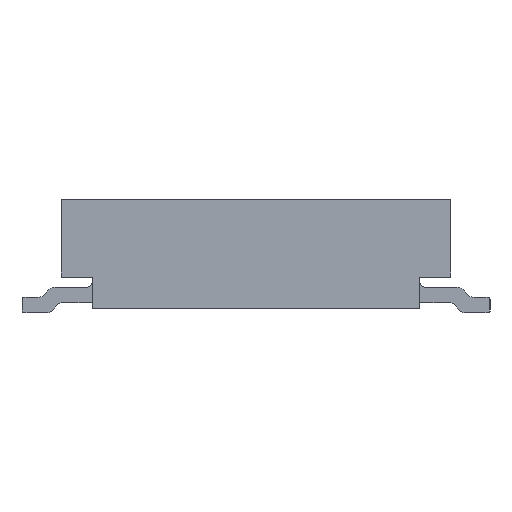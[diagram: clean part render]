
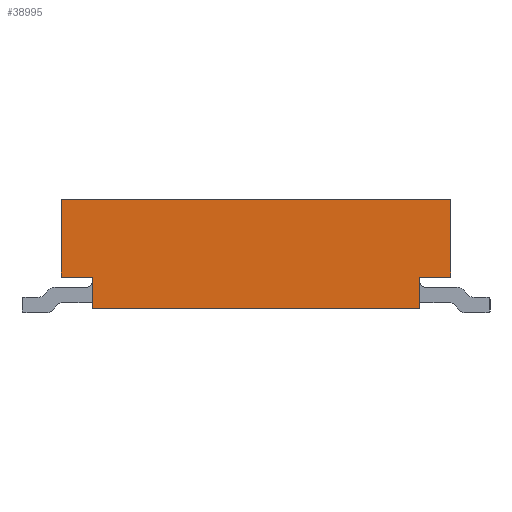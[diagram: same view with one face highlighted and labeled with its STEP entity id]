
A CAD part, left-side view. The second image highlights one B-rep face of the part: STEP entity #38995.
In plain terms, the highlighted planar face has unit normal (-1, 0, 0).
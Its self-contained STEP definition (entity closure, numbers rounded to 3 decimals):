
#2877=ORIENTED_EDGE('',*,*,#13780,.F.);
#2878=ORIENTED_EDGE('',*,*,#12463,.F.);
#2879=ORIENTED_EDGE('',*,*,#13763,.T.);
#2880=ORIENTED_EDGE('',*,*,#12589,.T.);
#2881=ORIENTED_EDGE('',*,*,#14208,.F.);
#2882=ORIENTED_EDGE('',*,*,#14209,.F.);
#2883=ORIENTED_EDGE('',*,*,#14194,.F.);
#2884=ORIENTED_EDGE('',*,*,#12808,.F.);
#12463=EDGE_CURVE('',#18344,#18345,#22189,.T.);
#12589=EDGE_CURVE('',#18466,#18465,#22315,.T.);
#12808=EDGE_CURVE('',#18682,#18683,#22534,.T.);
#13763=EDGE_CURVE('',#18344,#18466,#23489,.T.);
#13780=EDGE_CURVE('',#18345,#18682,#23506,.T.);
#14194=EDGE_CURVE('',#18683,#19693,#23920,.T.);
#14208=EDGE_CURVE('',#19700,#18465,#23934,.T.);
#14209=EDGE_CURVE('',#19693,#19700,#23935,.T.);
#18344=VERTEX_POINT('',#52445);
#18345=VERTEX_POINT('',#52447);
#18465=VERTEX_POINT('',#52697);
#18466=VERTEX_POINT('',#52699);
#18682=VERTEX_POINT('',#53140);
#18683=VERTEX_POINT('',#53142);
#19693=VERTEX_POINT('',#55833);
#19700=VERTEX_POINT('',#55860);
#22189=LINE('',#52446,#27837);
#22315=LINE('',#52698,#27963);
#22534=LINE('',#53141,#28182);
#23489=LINE('',#55119,#29137);
#23506=LINE('',#55154,#29154);
#23920=LINE('',#55832,#29568);
#23934=LINE('',#55859,#29582);
#23935=LINE('',#55861,#29583);
#27837=VECTOR('',#42622,1000.);
#27963=VECTOR('',#42758,1000.);
#28182=VECTOR('',#42991,1000.);
#29137=VECTOR('',#44466,1000.);
#29154=VECTOR('',#44493,1000.);
#29568=VECTOR('',#44967,1000.);
#29582=VECTOR('',#44993,1000.);
#29583=VECTOR('',#44994,1000.);
#33730=EDGE_LOOP('',(#2877,#2878,#2879,#2880,#2881,#2882,#2883,#2884));
#35574=FACE_BOUND('',#33730,.T.);
#37368=PLANE('',#40776);
#38995=ADVANCED_FACE('',(#35574),#37368,.F.);
#40776=AXIS2_PLACEMENT_3D('',#55858,#44991,#44992);
#42622=DIRECTION('',(0.,1.,0.));
#42758=DIRECTION('',(0.,-1.,0.));
#42991=DIRECTION('',(0.,1.,0.));
#44466=DIRECTION('',(0.,0.,1.));
#44493=DIRECTION('',(0.,0.,1.));
#44967=DIRECTION('',(0.,0.,1.));
#44991=DIRECTION('',(1.,0.,0.));
#44992=DIRECTION('',(0.,0.,-1.));
#44993=DIRECTION('',(0.,0.,-1.));
#44994=DIRECTION('',(0.,-1.,0.));
#52445=CARTESIAN_POINT('',(-7.55,-2.1,-0.7));
#52446=CARTESIAN_POINT('',(-7.55,-2.5,-0.7));
#52447=CARTESIAN_POINT('',(-7.55,2.1,-0.7));
#52697=CARTESIAN_POINT('',(-7.55,-2.5,-0.3));
#52698=CARTESIAN_POINT('',(-7.55,-2.1,-0.3));
#52699=CARTESIAN_POINT('',(-7.55,-2.1,-0.3));
#53140=CARTESIAN_POINT('',(-7.55,2.1,-0.3));
#53141=CARTESIAN_POINT('',(-7.55,2.1,-0.3));
#53142=CARTESIAN_POINT('',(-7.55,2.5,-0.3));
#55119=CARTESIAN_POINT('',(-7.55,-2.1,-0.7));
#55154=CARTESIAN_POINT('',(-7.55,2.1,-0.7));
#55832=CARTESIAN_POINT('',(-7.55,2.5,-0.7));
#55833=CARTESIAN_POINT('',(-7.55,2.5,0.7));
#55858=CARTESIAN_POINT('',(-7.55,0.,0.));
#55859=CARTESIAN_POINT('',(-7.55,-2.5,0.7));
#55860=CARTESIAN_POINT('',(-7.55,-2.5,0.7));
#55861=CARTESIAN_POINT('',(-7.55,2.5,0.7));
